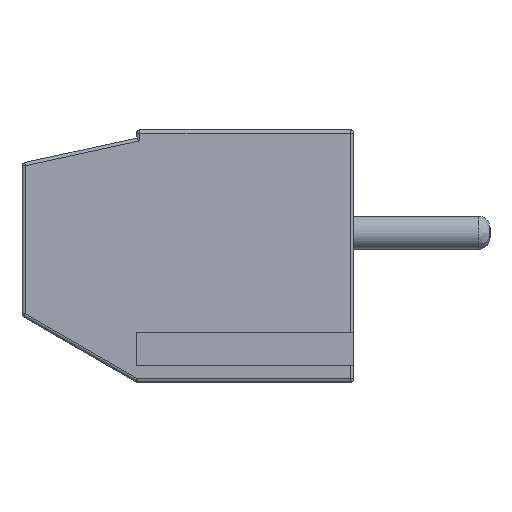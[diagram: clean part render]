
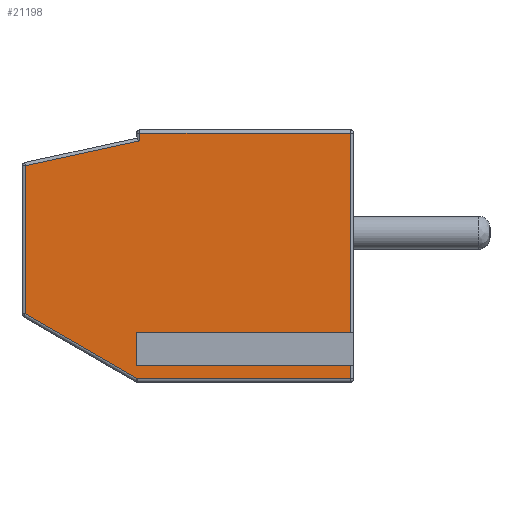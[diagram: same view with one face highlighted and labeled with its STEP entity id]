
A CAD part, left-side view. The second image highlights one B-rep face of the part: STEP entity #21198.
In plain terms, the highlighted planar face has unit normal (-1, 0, 0).
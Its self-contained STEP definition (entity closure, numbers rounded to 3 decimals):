
#63=DIRECTION('',(0.,0.,-1.));
#64=VECTOR('',#63,0.231);
#65=CARTESIAN_POINT('',(-25.,1.45,3.));
#66=LINE('',#65,#64);
#71=DIRECTION('',(0.,1.,0.));
#72=VECTOR('',#71,6.35);
#73=CARTESIAN_POINT('',(-25.,-4.9,3.));
#74=LINE('',#73,#72);
#78=DIRECTION('',(0.,0.,1.));
#79=VECTOR('',#78,6.186);
#80=CARTESIAN_POINT('',(-25.,-4.9,-3.186));
#81=LINE('',#80,#79);
#85=DIRECTION('',(0.,1.,0.));
#86=VECTOR('',#85,6.45);
#87=CARTESIAN_POINT('',(-25.,-4.9,-3.186));
#88=LINE('',#87,#86);
#92=DIRECTION('',(0.,0.,-1.));
#93=VECTOR('',#92,0.628);
#94=CARTESIAN_POINT('',(-25.,1.55,-3.186));
#95=LINE('',#94,#93);
#99=DIRECTION('',(0.,1.,0.));
#100=VECTOR('',#99,6.45);
#101=CARTESIAN_POINT('',(-25.,-4.9,-3.814));
#102=LINE('',#101,#100);
#106=DIRECTION('',(0.,0.,1.));
#107=VECTOR('',#106,0.586);
#108=CARTESIAN_POINT('',(-25.,-4.9,-4.4));
#109=LINE('',#108,#107);
#113=DIRECTION('',(0.,-1.,0.));
#114=VECTOR('',#113,6.423);
#115=CARTESIAN_POINT('',(-25.,1.523,-4.4));
#116=LINE('',#115,#114);
#120=DIRECTION('',(0.,-0.865,-0.502));
#121=VECTOR('',#120,3.903);
#122=CARTESIAN_POINT('',(-25.,4.9,-2.442));
#123=LINE('',#122,#121);
#127=DIRECTION('',(0.,0.,-1.));
#128=VECTOR('',#127,4.462);
#129=CARTESIAN_POINT('',(-25.,4.9,2.019));
#130=LINE('',#129,#128);
#134=DIRECTION('',(0.,0.977,-0.212));
#135=VECTOR('',#134,3.531);
#136=CARTESIAN_POINT('',(-25.,1.45,2.769));
#137=LINE('',#136,#135);
#8639=CARTESIAN_POINT('',(-25.,-4.9,-3.186));
#18973=CARTESIAN_POINT('',(-25.,1.45,3.));
#18974=CARTESIAN_POINT('',(-25.,1.45,2.769));
#18975=VERTEX_POINT('',#18973);
#18976=VERTEX_POINT('',#18974);
#18977=CARTESIAN_POINT('',(-25.,4.9,2.019));
#18978=VERTEX_POINT('',#18977);
#18983=CARTESIAN_POINT('',(-25.,4.9,-2.442));
#18984=VERTEX_POINT('',#18983);
#18989=CARTESIAN_POINT('',(-25.,1.523,-4.4));
#18990=VERTEX_POINT('',#18989);
#18995=CARTESIAN_POINT('',(-25.,-4.9,-4.4));
#18996=VERTEX_POINT('',#18995);
#19001=CARTESIAN_POINT('',(-25.,-4.9,-3.814));
#19002=VERTEX_POINT('',#19001);
#19005=CARTESIAN_POINT('',(-25.,-4.9,3.));
#19006=VERTEX_POINT('',#19005);
#19054=VERTEX_POINT('',#8639);
#19095=CARTESIAN_POINT('',(-25.,1.55,-3.186));
#19096=CARTESIAN_POINT('',(-25.,1.55,-3.814));
#19097=VERTEX_POINT('',#19095);
#19098=VERTEX_POINT('',#19096);
#21169=CARTESIAN_POINT('',(-25.,0.,0.));
#21170=DIRECTION('',(1.,0.,0.));
#21171=DIRECTION('',(0.,-1.,0.));
#21172=AXIS2_PLACEMENT_3D('',#21169,#21170,#21171);
#21173=PLANE('',#21172);
#21175=ORIENTED_EDGE('',*,*,#21174,.F.);
#21177=ORIENTED_EDGE('',*,*,#21176,.F.);
#21179=ORIENTED_EDGE('',*,*,#21178,.F.);
#21181=ORIENTED_EDGE('',*,*,#21180,.T.);
#21183=ORIENTED_EDGE('',*,*,#21182,.T.);
#21185=ORIENTED_EDGE('',*,*,#21184,.F.);
#21187=ORIENTED_EDGE('',*,*,#21186,.F.);
#21189=ORIENTED_EDGE('',*,*,#21188,.F.);
#21191=ORIENTED_EDGE('',*,*,#21190,.F.);
#21193=ORIENTED_EDGE('',*,*,#21192,.F.);
#21195=ORIENTED_EDGE('',*,*,#21194,.F.);
#21196=EDGE_LOOP('',(#21175,#21177,#21179,#21181,#21183,#21185,#21187,#21189,
#21191,#21193,#21195));
#21197=FACE_OUTER_BOUND('',#21196,.F.);
#21198=ADVANCED_FACE('',(#21197),#21173,.F.);
#21174=EDGE_CURVE('',#18975,#18976,#66,.T.);
#21176=EDGE_CURVE('',#19006,#18975,#74,.T.);
#21178=EDGE_CURVE('',#19054,#19006,#81,.T.);
#21180=EDGE_CURVE('',#19054,#19097,#88,.T.);
#21182=EDGE_CURVE('',#19097,#19098,#95,.T.);
#21184=EDGE_CURVE('',#19002,#19098,#102,.T.);
#21186=EDGE_CURVE('',#18996,#19002,#109,.T.);
#21188=EDGE_CURVE('',#18990,#18996,#116,.T.);
#21190=EDGE_CURVE('',#18984,#18990,#123,.T.);
#21192=EDGE_CURVE('',#18978,#18984,#130,.T.);
#21194=EDGE_CURVE('',#18976,#18978,#137,.T.);
